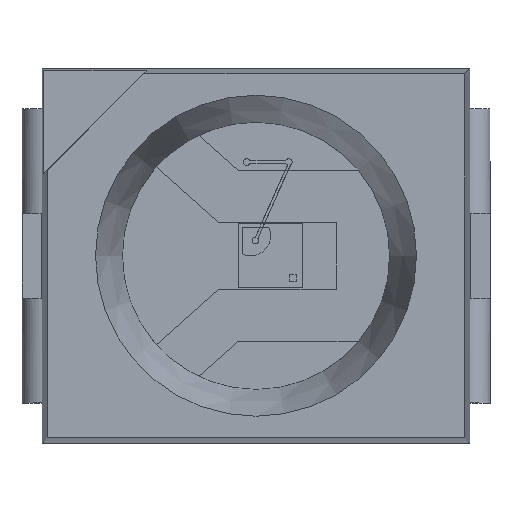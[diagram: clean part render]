
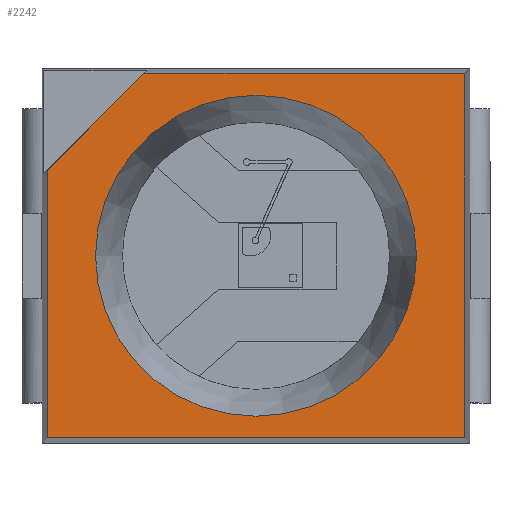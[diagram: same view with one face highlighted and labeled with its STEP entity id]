
A CAD part, top view. The second image highlights one B-rep face of the part: STEP entity #2242.
In plain terms, the highlighted planar face has unit normal (0, 0, 1).
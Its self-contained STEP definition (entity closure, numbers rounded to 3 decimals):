
#63=LINE('',#3675,#348);
#64=LINE('',#3678,#349);
#65=LINE('',#3680,#350);
#66=LINE('',#3682,#351);
#67=LINE('',#3684,#352);
#348=VECTOR('',#3058,1000.);
#349=VECTOR('',#3059,1000.);
#350=VECTOR('',#3060,1000.);
#351=VECTOR('',#3061,1000.);
#352=VECTOR('',#3062,1000.);
#633=ORIENTED_EDGE('',*,*,#1291,.T.);
#634=ORIENTED_EDGE('',*,*,#1292,.T.);
#635=ORIENTED_EDGE('',*,*,#1293,.T.);
#636=ORIENTED_EDGE('',*,*,#1294,.T.);
#637=ORIENTED_EDGE('',*,*,#1295,.T.);
#638=ORIENTED_EDGE('',*,*,#1296,.T.);
#1291=EDGE_CURVE('',#1620,#1620,#1838,.T.);
#1292=EDGE_CURVE('',#1621,#1622,#63,.F.);
#1293=EDGE_CURVE('',#1622,#1623,#64,.T.);
#1294=EDGE_CURVE('',#1623,#1624,#65,.F.);
#1295=EDGE_CURVE('',#1624,#1625,#66,.F.);
#1296=EDGE_CURVE('',#1625,#1621,#67,.F.);
#1620=VERTEX_POINT('',#3674);
#1621=VERTEX_POINT('',#3676);
#1622=VERTEX_POINT('',#3677);
#1623=VERTEX_POINT('',#3679);
#1624=VERTEX_POINT('',#3681);
#1625=VERTEX_POINT('',#3683);
#1838=CIRCLE('',#2887,1.2);
#1882=EDGE_LOOP('',(#633));
#1883=EDGE_LOOP('',(#634,#635,#636,#637,#638));
#2011=FACE_BOUND('',#1882,.T.);
#2012=FACE_BOUND('',#1883,.T.);
#2140=PLANE('',#2886);
#2242=ADVANCED_FACE('',(#2011,#2012),#2140,.T.);
#2886=AXIS2_PLACEMENT_3D('',#3672,#3054,#3055);
#2887=AXIS2_PLACEMENT_3D('',#3673,#3056,#3057);
#3054=DIRECTION('',(0.,0.,1.));
#3055=DIRECTION('',(1.,0.,0.));
#3056=DIRECTION('',(0.,0.,-1.));
#3057=DIRECTION('',(-1.,0.,0.));
#3058=DIRECTION('',(1.,0.,0.));
#3059=DIRECTION('',(-0.707,-0.707,0.));
#3060=DIRECTION('',(0.,1.,0.));
#3061=DIRECTION('',(-1.,0.,0.));
#3062=DIRECTION('',(0.,-1.,0.));
#3672=CARTESIAN_POINT('',(-1.6,-1.4,1.9));
#3673=CARTESIAN_POINT('',(0.,0.,1.9));
#3674=CARTESIAN_POINT('',(-1.2,0.,1.9));
#3675=CARTESIAN_POINT('',(0.,1.361,1.9));
#3676=CARTESIAN_POINT('',(1.561,1.361,1.9));
#3677=CARTESIAN_POINT('',(-0.839,1.361,1.9));
#3678=CARTESIAN_POINT('',(-0.8,1.4,1.9));
#3679=CARTESIAN_POINT('',(-1.561,0.639,1.9));
#3680=CARTESIAN_POINT('',(-1.561,0.,1.9));
#3681=CARTESIAN_POINT('',(-1.561,-1.361,1.9));
#3682=CARTESIAN_POINT('',(0.,-1.361,1.9));
#3683=CARTESIAN_POINT('',(1.561,-1.361,1.9));
#3684=CARTESIAN_POINT('',(1.561,0.,1.9));
